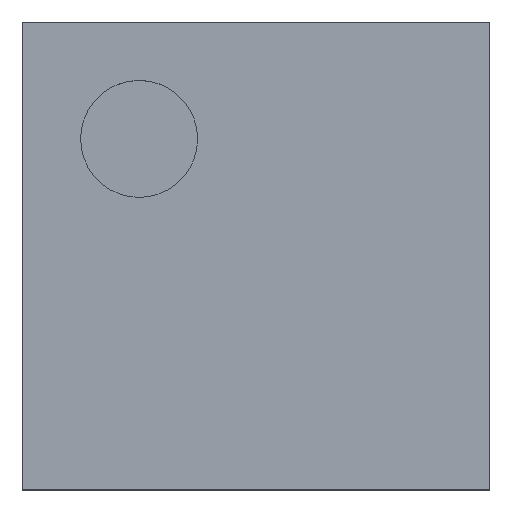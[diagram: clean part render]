
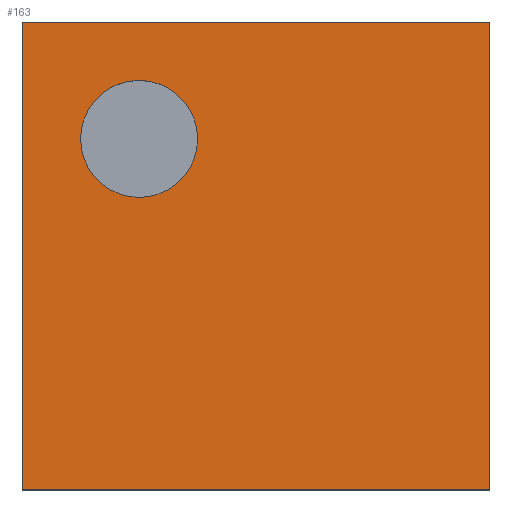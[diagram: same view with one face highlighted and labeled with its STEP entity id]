
A CAD part, top view. The second image highlights one B-rep face of the part: STEP entity #163.
In plain terms, the highlighted planar face has unit normal (0, 0, 1).
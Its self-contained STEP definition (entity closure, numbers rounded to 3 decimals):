
#51 = VERTEX_POINT('',#52);
#52 = CARTESIAN_POINT('',(-0.4,0.4,0.3));
#58 = EDGE_CURVE('',#51,#59,#61,.T.);
#59 = VERTEX_POINT('',#60);
#60 = CARTESIAN_POINT('',(0.4,0.4,0.3));
#61 = LINE('',#62,#63);
#62 = CARTESIAN_POINT('',(-0.4,0.4,0.3));
#63 = VECTOR('',#64,1.);
#64 = DIRECTION('',(1.,0.,0.));
#91 = VERTEX_POINT('',#92);
#92 = CARTESIAN_POINT('',(-0.4,-0.4,0.3));
#98 = EDGE_CURVE('',#91,#51,#99,.T.);
#99 = LINE('',#100,#101);
#100 = CARTESIAN_POINT('',(-0.4,-0.4,0.3));
#101 = VECTOR('',#102,1.);
#102 = DIRECTION('',(0.,1.,0.));
#120 = EDGE_CURVE('',#59,#121,#123,.T.);
#121 = VERTEX_POINT('',#122);
#122 = CARTESIAN_POINT('',(0.4,-0.4,0.3));
#123 = LINE('',#124,#125);
#124 = CARTESIAN_POINT('',(0.4,0.4,0.3));
#125 = VECTOR('',#126,1.);
#126 = DIRECTION('',(0.,-1.,0.));
#163 = ADVANCED_FACE('',(#164,#175),#186,.F.);
#164 = FACE_BOUND('',#165,.F.);
#165 = EDGE_LOOP('',(#166,#167,#168,#174));
#166 = ORIENTED_EDGE('',*,*,#58,.T.);
#167 = ORIENTED_EDGE('',*,*,#120,.T.);
#168 = ORIENTED_EDGE('',*,*,#169,.T.);
#169 = EDGE_CURVE('',#121,#91,#170,.T.);
#170 = LINE('',#171,#172);
#171 = CARTESIAN_POINT('',(0.4,-0.4,0.3));
#172 = VECTOR('',#173,1.);
#173 = DIRECTION('',(-1.,0.,0.));
#174 = ORIENTED_EDGE('',*,*,#98,.T.);
#175 = FACE_BOUND('',#176,.F.);
#176 = EDGE_LOOP('',(#177));
#177 = ORIENTED_EDGE('',*,*,#178,.T.);
#178 = EDGE_CURVE('',#179,#179,#181,.T.);
#179 = VERTEX_POINT('',#180);
#180 = CARTESIAN_POINT('',(-0.1,0.2,0.3));
#181 = CIRCLE('',#182,0.1);
#182 = AXIS2_PLACEMENT_3D('',#183,#184,#185);
#183 = CARTESIAN_POINT('',(-0.2,0.2,0.3));
#184 = DIRECTION('',(0.,0.,1.));
#185 = DIRECTION('',(1.,0.,-0.));
#186 = PLANE('',#187);
#187 = AXIS2_PLACEMENT_3D('',#188,#189,#190);
#188 = CARTESIAN_POINT('',(0.,0.,0.3));
#189 = DIRECTION('',(-0.,-0.,-1.));
#190 = DIRECTION('',(-1.,0.,0.));
